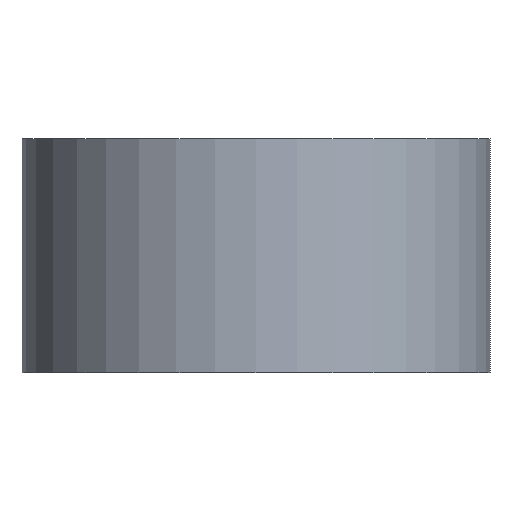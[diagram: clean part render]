
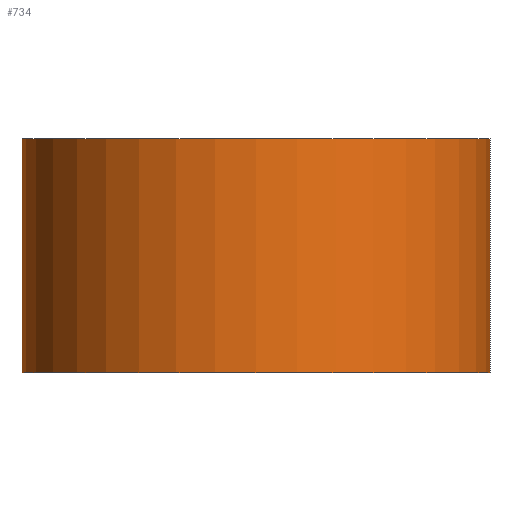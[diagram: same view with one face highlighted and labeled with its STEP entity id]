
A CAD part, front view. The second image highlights one B-rep face of the part: STEP entity #734.
In plain terms, the highlighted cylindrical face has radius 50 mm (diameter 100 mm), a partial arc.
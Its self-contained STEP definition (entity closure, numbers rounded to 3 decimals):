
#14=CARTESIAN_POINT('',(0.,0.,50.));
#15=DIRECTION('',(0.,0.,1.));
#16=DIRECTION('',(-1.,0.,0.));
#17=AXIS2_PLACEMENT_3D('',#14,#15,#16);
#169=DIRECTION('',(0.,0.,-1.));
#170=VECTOR('',#169,50.);
#171=CARTESIAN_POINT('',(50.,0.,50.));
#172=LINE('',#171,#170);
#173=DIRECTION('',(0.,0.,-1.));
#174=VECTOR('',#173,50.);
#175=CARTESIAN_POINT('',(-50.,0.,50.));
#176=LINE('',#175,#174);
#177=CARTESIAN_POINT('',(0.,0.,0.));
#178=DIRECTION('',(0.,0.,-1.));
#179=DIRECTION('',(1.,0.,0.));
#180=AXIS2_PLACEMENT_3D('',#177,#178,#179);
#509=CARTESIAN_POINT('',(-50.,0.,50.));
#510=CARTESIAN_POINT('',(-50.,0.,0.));
#511=VERTEX_POINT('',#509);
#512=VERTEX_POINT('',#510);
#513=CARTESIAN_POINT('',(50.,0.,0.));
#514=VERTEX_POINT('',#513);
#515=CARTESIAN_POINT('',(50.,0.,50.));
#516=VERTEX_POINT('',#515);
#722=CARTESIAN_POINT('',(0.,0.,12.5));
#723=DIRECTION('',(0.,0.,1.));
#724=DIRECTION('',(1.,0.,0.));
#725=AXIS2_PLACEMENT_3D('',#722,#723,#724);
#726=CYLINDRICAL_SURFACE('',#725,50.);
#727=ORIENTED_EDGE('',*,*,#715,.F.);
#728=ORIENTED_EDGE('',*,*,#614,.T.);
#729=ORIENTED_EDGE('',*,*,#712,.T.);
#731=ORIENTED_EDGE('',*,*,#730,.T.);
#732=EDGE_LOOP('',(#727,#728,#729,#731));
#733=FACE_OUTER_BOUND('',#732,.F.);
#734=ADVANCED_FACE('',(#733),#726,.T.);
#18=CIRCLE('',#17,50.);
#181=CIRCLE('',#180,50.);
#614=EDGE_CURVE('',#511,#516,#18,.T.);
#712=EDGE_CURVE('',#516,#514,#172,.T.);
#715=EDGE_CURVE('',#511,#512,#176,.T.);
#730=EDGE_CURVE('',#514,#512,#181,.T.);
